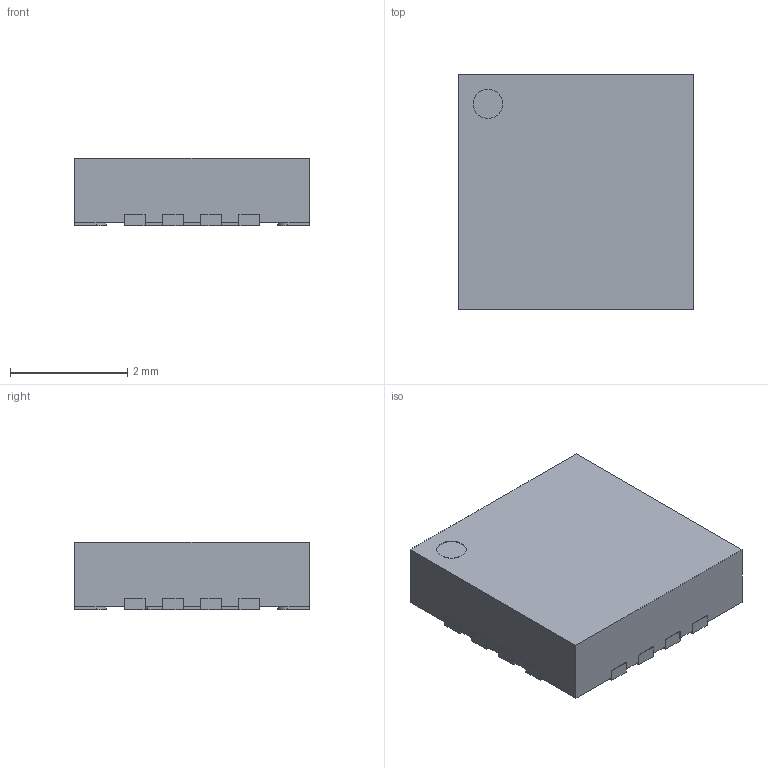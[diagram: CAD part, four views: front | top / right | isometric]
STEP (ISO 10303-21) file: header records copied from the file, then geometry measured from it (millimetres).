
FILE_DESCRIPTION (( 'STEP AP214' ), '1' );
FILE_NAME ('HQFN16_4x4_p0_65.STEP', '2020-01-04T18:00:08', ( 'Elessar' ), ( '' ), 'SwSTEP 2.0', 'SolidWorks 2018', '' );
FILE_SCHEMA (( 'AUTOMOTIVE_DESIGN' ));
Length unit declared in the file: millimetre
Products named in the file (1): HQFN16_4x4_p0_65
Bounding box: 4.02 x 4.02 x 1.15 mm (x, y, z)
Volume: 18 mm3; surface area: 51.5 mm2
Topology: 1 solids, 1 shells, 115 faces, 333 edges, 222 vertices
Faces by surface type: plane 93, cylinder 22
Entity records: 5050 total; most frequent: CARTESIAN_POINT 671, ORIENTED_EDGE 666, DIRECTION 609, EDGE_CURVE 333, VECTOR 289, LINE 289, VERTEX_POINT 222, AXIS2_PLACEMENT_3D 160
